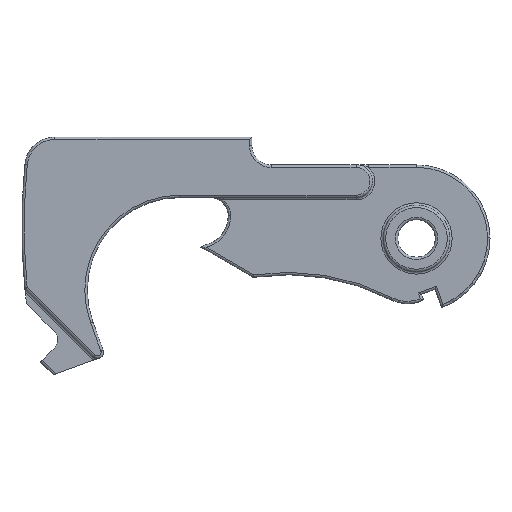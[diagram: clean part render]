
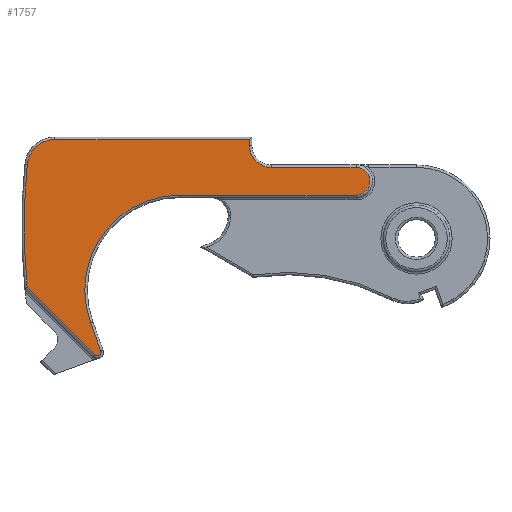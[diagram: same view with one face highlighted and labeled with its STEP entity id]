
A CAD part, left-side view. The second image highlights one B-rep face of the part: STEP entity #1757.
In plain terms, the highlighted planar face has unit normal (-1, 0, 0).
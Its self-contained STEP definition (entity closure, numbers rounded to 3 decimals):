
#114=PLANE('',#1983);
#190=FACE_OUTER_BOUND('',#306,.T.);
#306=EDGE_LOOP('',(#1467,#1468,#1469,#1470,#1471,#1472,#1473,#1474,#1475,
#1476,#1477,#1478));
#441=CIRCLE('',#1984,2.286);
#442=CIRCLE('',#1985,2.921);
#443=CIRCLE('',#1986,64.02);
#444=CIRCLE('',#1987,0.381);
#445=CIRCLE('',#1988,9.985);
#446=CIRCLE('',#1989,1.461);
#572=LINE('',#3251,#673);
#573=LINE('',#3253,#674);
#574=LINE('',#3259,#675);
#575=LINE('',#3263,#676);
#576=LINE('',#3267,#677);
#577=LINE('',#3270,#678);
#673=VECTOR('',#2505,0.635);
#674=VECTOR('',#2506,20.438);
#675=VECTOR('',#2511,10.069);
#676=VECTOR('',#2514,3.175);
#677=VECTOR('',#2517,18.509);
#678=VECTOR('',#2520,8.915);
#821=VERTEX_POINT('',#3247);
#822=VERTEX_POINT('',#3248);
#823=VERTEX_POINT('',#3250);
#824=VERTEX_POINT('',#3252);
#825=VERTEX_POINT('',#3254);
#826=VERTEX_POINT('',#3256);
#827=VERTEX_POINT('',#3258);
#828=VERTEX_POINT('',#3260);
#829=VERTEX_POINT('',#3262);
#830=VERTEX_POINT('',#3264);
#831=VERTEX_POINT('',#3266);
#832=VERTEX_POINT('',#3268);
#1049=EDGE_CURVE('',#821,#822,#441,.F.);
#1050=EDGE_CURVE('',#823,#821,#572,.T.);
#1051=EDGE_CURVE('',#824,#823,#573,.T.);
#1052=EDGE_CURVE('',#825,#824,#442,.T.);
#1053=EDGE_CURVE('',#826,#825,#443,.T.);
#1054=EDGE_CURVE('',#827,#826,#574,.T.);
#1055=EDGE_CURVE('',#828,#827,#444,.T.);
#1056=EDGE_CURVE('',#829,#828,#575,.T.);
#1057=EDGE_CURVE('',#830,#829,#445,.F.);
#1058=EDGE_CURVE('',#831,#830,#576,.T.);
#1059=EDGE_CURVE('',#832,#831,#446,.T.);
#1060=EDGE_CURVE('',#822,#832,#577,.T.);
#1467=ORIENTED_EDGE('',*,*,#1049,.F.);
#1468=ORIENTED_EDGE('',*,*,#1050,.F.);
#1469=ORIENTED_EDGE('',*,*,#1051,.F.);
#1470=ORIENTED_EDGE('',*,*,#1052,.F.);
#1471=ORIENTED_EDGE('',*,*,#1053,.F.);
#1472=ORIENTED_EDGE('',*,*,#1054,.F.);
#1473=ORIENTED_EDGE('',*,*,#1055,.F.);
#1474=ORIENTED_EDGE('',*,*,#1056,.F.);
#1475=ORIENTED_EDGE('',*,*,#1057,.F.);
#1476=ORIENTED_EDGE('',*,*,#1058,.F.);
#1477=ORIENTED_EDGE('',*,*,#1059,.F.);
#1478=ORIENTED_EDGE('',*,*,#1060,.F.);
#1757=ADVANCED_FACE('',(#190),#114,.T.);
#1983=AXIS2_PLACEMENT_3D('',#3246,#2501,#2502);
#1984=AXIS2_PLACEMENT_3D('',#3249,#2503,#2504);
#1985=AXIS2_PLACEMENT_3D('',#3255,#2507,#2508);
#1986=AXIS2_PLACEMENT_3D('',#3257,#2509,#2510);
#1987=AXIS2_PLACEMENT_3D('',#3261,#2512,#2513);
#1988=AXIS2_PLACEMENT_3D('',#3265,#2515,#2516);
#1989=AXIS2_PLACEMENT_3D('',#3269,#2518,#2519);
#2501=DIRECTION('center_axis',(-1.,0.,0.));
#2502=DIRECTION('ref_axis',(0.,0.,1.));
#2503=DIRECTION('center_axis',(1.,0.,0.));
#2504=DIRECTION('ref_axis',(0.,0.,-1.));
#2505=DIRECTION('',(0.,0.,-1.));
#2506=DIRECTION('',(0.,-1.,0.));
#2507=DIRECTION('center_axis',(1.,0.,0.));
#2508=DIRECTION('ref_axis',(0.,0.,-1.));
#2509=DIRECTION('center_axis',(1.,0.,0.));
#2510=DIRECTION('ref_axis',(0.,0.,-1.));
#2511=DIRECTION('',(0.,0.707,0.707));
#2512=DIRECTION('center_axis',(1.,0.,0.));
#2513=DIRECTION('ref_axis',(0.,0.,-1.));
#2514=DIRECTION('',(0.,-0.342,-0.94));
#2515=DIRECTION('center_axis',(1.,0.,0.));
#2516=DIRECTION('ref_axis',(0.,0.,-1.));
#2517=DIRECTION('',(0.,1.,0.));
#2518=DIRECTION('center_axis',(1.,0.,0.));
#2519=DIRECTION('ref_axis',(0.,0.,-1.));
#2520=DIRECTION('',(0.,-1.,0.));
#3246=CARTESIAN_POINT('Origin',(-3.747,6.35,6.007));
#3247=CARTESIAN_POINT('',(-3.747,17.551,9.754));
#3248=CARTESIAN_POINT('',(-3.747,15.265,7.468));
#3249=CARTESIAN_POINT('Origin',(-3.747,15.265,9.754));
#3250=CARTESIAN_POINT('',(-3.747,17.551,10.389));
#3251=CARTESIAN_POINT('',(-3.747,17.551,10.389));
#3252=CARTESIAN_POINT('',(-3.747,37.989,10.389));
#3253=CARTESIAN_POINT('',(-3.747,37.989,10.389));
#3254=CARTESIAN_POINT('',(-3.747,40.895,7.763));
#3255=CARTESIAN_POINT('Origin',(-3.747,37.989,7.468));
#3256=CARTESIAN_POINT('',(-3.747,40.904,-5.117));
#3257=CARTESIAN_POINT('Origin',(-3.747,-22.796,1.278));
#3258=CARTESIAN_POINT('',(-3.747,33.784,-12.237));
#3259=CARTESIAN_POINT('',(-3.747,33.784,-12.237));
#3260=CARTESIAN_POINT('',(-3.747,33.156,-11.837));
#3261=CARTESIAN_POINT('Origin',(-3.747,33.514,-11.968));
#3262=CARTESIAN_POINT('',(-3.747,34.242,-8.854));
#3263=CARTESIAN_POINT('',(-3.747,34.242,-8.854));
#3264=CARTESIAN_POINT('',(-3.747,24.859,4.547));
#3265=CARTESIAN_POINT('Origin',(-3.747,24.859,-5.439));
#3266=CARTESIAN_POINT('',(-3.747,6.35,4.547));
#3267=CARTESIAN_POINT('',(-3.747,6.35,4.547));
#3268=CARTESIAN_POINT('',(-3.747,6.35,7.468));
#3269=CARTESIAN_POINT('Origin',(-3.747,6.35,6.007));
#3270=CARTESIAN_POINT('',(-3.747,15.265,7.468));
